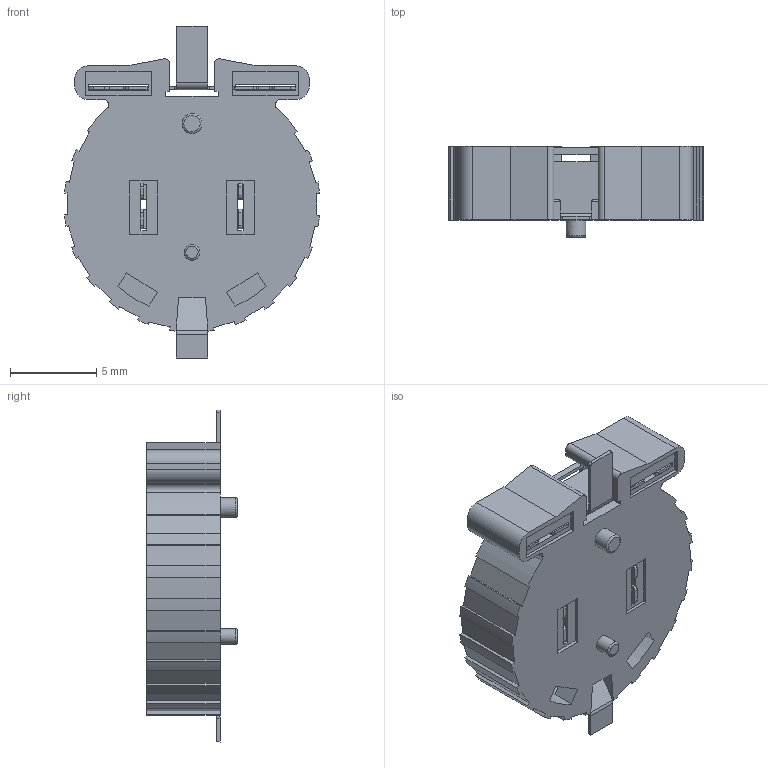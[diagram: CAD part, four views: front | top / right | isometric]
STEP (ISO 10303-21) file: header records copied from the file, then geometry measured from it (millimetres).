
FILE_DESCRIPTION(/* description */ (''),/* implementation_level */ '2;1');
FILE_NAME(/* name */ 'S8411-45R_asm.stp.iam.stp',/* time_stamp */ '2023-05-03T22:40:17+02:00',/* author */ ('mraoul'),/* organization */ (''),/* preprocessor_version */ 'ST-DEVELOPER v19.2',/* originating_system */ 'Autodesk Inventor 2024',/* authorisation */ '');
FILE_SCHEMA (('AUTOMOTIVE_DESIGN { 1 0 10303 214 3 1 1 }'));
Length unit declared in the file: millimetre
Products named in the file (5): S8411-45R_asm.stp; S8411_ASM; S841-HOLDER; S841-LOWER-CONTACT; S841-REAR-CONTACT
Assembly tree (4 placements, depth 3):
  S8411-45R_asm.stp
    S8411_ASM
      S841-HOLDER
      S841-LOWER-CONTACT
      S841-REAR-CONTACT
Bounding box: 14.75 x 5.25 x 19.2 mm (x, y, z)
Volume: 358.2 mm3; surface area: 1070 mm2
Topology: 3 solids, 3 shells, 355 faces, 965 edges, 622 vertices
Faces by surface type: plane 269, cylinder 84, torus 2
Full cylindrical faces by diameter (mm): 0.9 x1, 1.15 x1
Entity records: 11303 total; most frequent: CARTESIAN_POINT 1981, ORIENTED_EDGE 1930, DIRECTION 1871, EDGE_CURVE 965, LINE 783, VECTOR 783, VERTEX_POINT 622, AXIS2_PLACEMENT_3D 544
